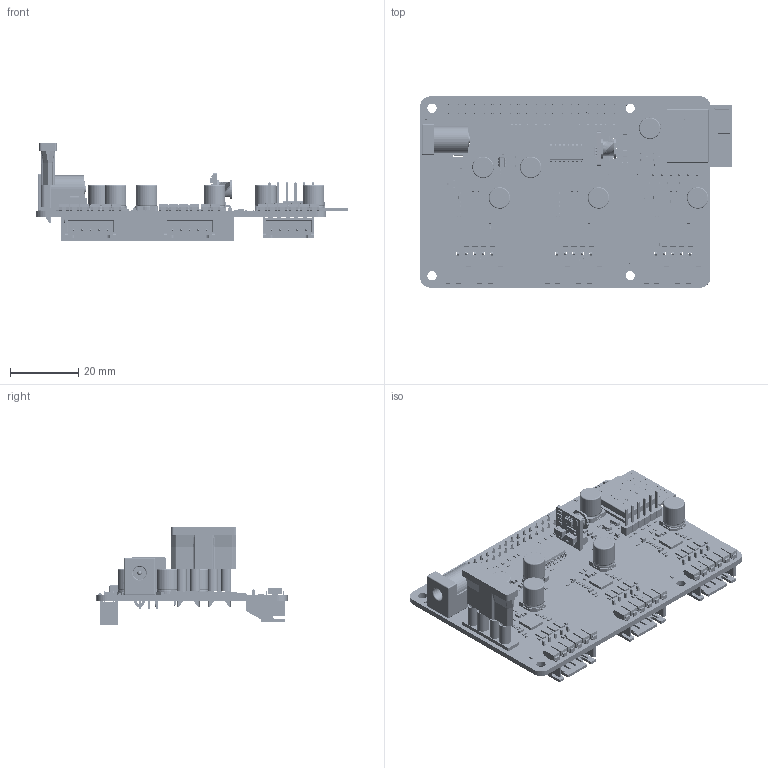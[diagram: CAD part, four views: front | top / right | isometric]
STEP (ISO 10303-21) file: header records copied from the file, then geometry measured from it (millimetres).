
FILE_DESCRIPTION(('KiCad electronic assembly'),'2;1');
FILE_NAME('SaMcam_shield.step','2022-01-16T13:53:19',('An Author'),( 'A Company'),'Open CASCADE STEP processor 7.5', 'KiCad to STEP converter','Unknown');
FILE_SCHEMA(('AUTOMOTIVE_DESIGN { 1 0 10303 214 1 1 1 1 }'));
Length unit declared in the file: millimetre
Products named in the file (44): Open CASCADE STEP translator 7.5 1; SOIC-16_3.9x9.9mm_P1.27mm; SOLID; R_0402_1005Metric; Motor_Driver_Trinamic_TMC2202-WA; COMPOUND; ESP-WROOM-02; Switching_Reg_3V3_500mA_Gaptec_LMO78_0.5A; CP_Elec_6.3x3; TVS_Diode_Wuerth_824501241; C_0402_1005Metric; LED_0603_1608Metric; Fuse_Blade_Holder_Keystone; Blade_Fuse_Big; PinSocket_2x20_P2.54mm_Vertical; JST_XH_S5B-XH-A_1x05_P2.50mm_Horizontal; PinHeader_1x06_P2.54mm_Vertical; L_Wuerth_WE_LQS_SMT_inductor; R_1206_3216Metric; SOT-23; R_0603_1608Metric; SOT-23-6; C_0603_1608Metric; BarrelJack_Horizontal
Assembly tree (221 placements, depth 3):
  Open CASCADE STEP translator 7.5 1
    SOIC-16_3.9x9.9mm_P1.27mm
      SOLID
    R_0402_1005Metric  x59
      SOLID
    Motor_Driver_Trinamic_TMC2202-WA  x3
      COMPOUND
    ESP-WROOM-02
      SOLID
    Switching_Reg_3V3_500mA_Gaptec_LMO78_0.5A
      COMPOUND
    CP_Elec_6.3x3  x6
      COMPOUND
    TVS_Diode_Wuerth_824501241  x18
      SOLID
    C_0402_1005Metric  x55
      SOLID
    LED_0603_1608Metric  x7
      SOLID
    Fuse_Blade_Holder_Keystone
      COMPOUND
    Blade_Fuse_Big
      SOLID
    PinSocket_2x20_P2.54mm_Vertical
      SOLID
    JST_XH_S5B-XH-A_1x05_P2.50mm_Horizontal  x3
      SOLID
    PinHeader_1x06_P2.54mm_Vertical
      SOLID
    L_Wuerth_WE_LQS_SMT_inductor
      COMPOUND
    R_1206_3216Metric  x12
      SOLID
    SOT-23  x3
      SOLID
    R_0603_1608Metric  x6
      SOLID
    SOT-23-6
      SOLID
    C_0603_1608Metric  x17
      SOLID
    BarrelJack_Horizontal
      COMPOUND
    COMPOUND
Bounding box: 91.3 x 56 x 28.7 mm (x, y, z)
Volume: 15388.2 mm3; surface area: 25154.6 mm2
Topology: 331 solids, 331 shells, 12758 faces, 32951 edges, 21467 vertices
Faces by surface type: plane 8812, cylinder 2429, extrusion 987, bspline 379, sphere 77, torus 74
Full cylindrical faces by diameter (mm): 0.2 x27, 0.25 x3, 0.6 x1, 0.95 x15, 1 x46, 1.2 x3, 2 x1, 2.7 x4, 4 x1
Entity records: 424856 total; most frequent: CARTESIAN_POINT 124263, DIRECTION 46569, VECTOR 34098, LINE 33383, ORIENTED_EDGE 27754, PCURVE 27754, DEFINITIONAL_REPRESENTATION 27754, EDGE_CURVE 13877
